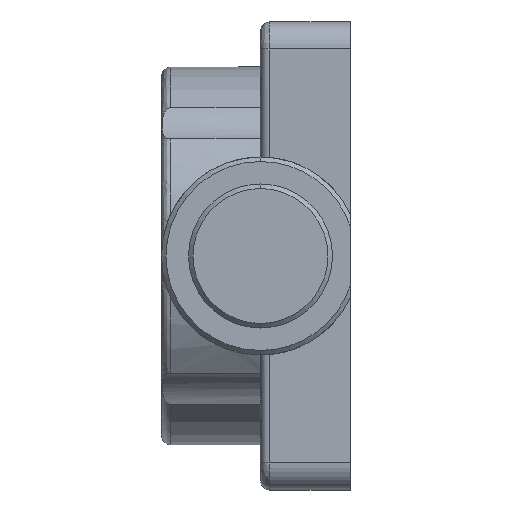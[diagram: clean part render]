
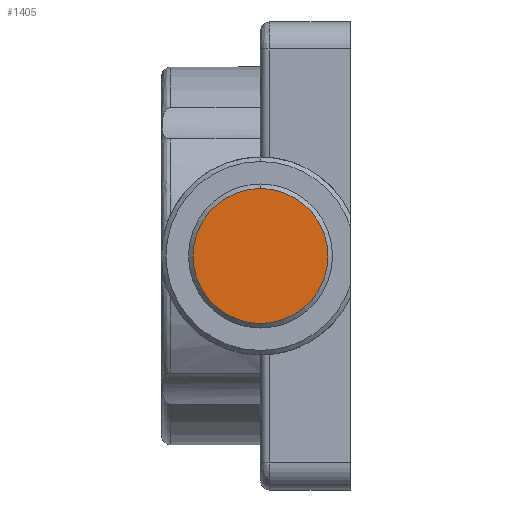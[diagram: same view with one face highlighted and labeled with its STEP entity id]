
A CAD part, front view. The second image highlights one B-rep face of the part: STEP entity #1405.
In plain terms, the highlighted planar face has unit normal (0, -1, 0).
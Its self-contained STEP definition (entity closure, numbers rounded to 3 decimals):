
#911 = PLANE ( 'NONE',  #1443 ) ;
#939 = EDGE_LOOP ( 'NONE', ( #1923, #3312 ) ) ;
#962 = DIRECTION ( 'NONE',  ( 0., 1., 0. ) ) ;
#1003 = CARTESIAN_POINT ( 'NONE',  ( 0., -47.5, -7.5 ) ) ;
#1192 = EDGE_CURVE ( 'NONE', #1451, #3255, #2315, .T. ) ;
#1236 = AXIS2_PLACEMENT_3D ( 'NONE', #3354, #3092, #2703 ) ;
#1291 = DIRECTION ( 'NONE',  ( 0., 0., 1. ) ) ;
#1405 = ADVANCED_FACE ( 'NONE', ( #2353 ), #911, .F. ) ;
#1443 = AXIS2_PLACEMENT_3D ( 'NONE', #2319, #962, #1291 ) ;
#1451 = VERTEX_POINT ( 'NONE', #3429 ) ;
#1501 = AXIS2_PLACEMENT_3D ( 'NONE', #2401, #3244, #2343 ) ;
#1865 = EDGE_CURVE ( 'NONE', #3255, #1451, #3168, .T. ) ;
#1923 = ORIENTED_EDGE ( 'NONE', *, *, #1192, .F. ) ;
#2315 = CIRCLE ( 'NONE', #1236, 7.5 ) ;
#2319 = CARTESIAN_POINT ( 'NONE',  ( 0., -47.5, 0. ) ) ;
#2343 = DIRECTION ( 'NONE',  ( 0., 0., 1. ) ) ;
#2353 = FACE_OUTER_BOUND ( 'NONE', #939, .T. ) ;
#2401 = CARTESIAN_POINT ( 'NONE',  ( 0., -47.5, 0. ) ) ;
#2703 = DIRECTION ( 'NONE',  ( 0., 0., 1. ) ) ;
#3092 = DIRECTION ( 'NONE',  ( 0., 1., 0. ) ) ;
#3168 = CIRCLE ( 'NONE', #1501, 7.5 ) ;
#3244 = DIRECTION ( 'NONE',  ( 0., 1., 0. ) ) ;
#3255 = VERTEX_POINT ( 'NONE', #1003 ) ;
#3312 = ORIENTED_EDGE ( 'NONE', *, *, #1865, .F. ) ;
#3354 = CARTESIAN_POINT ( 'NONE',  ( 0., -47.5, 0. ) ) ;
#3429 = CARTESIAN_POINT ( 'NONE',  ( 0., -47.5, 7.5 ) ) ;
